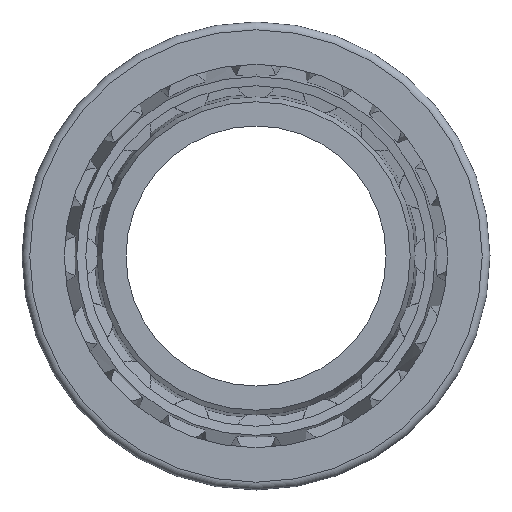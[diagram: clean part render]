
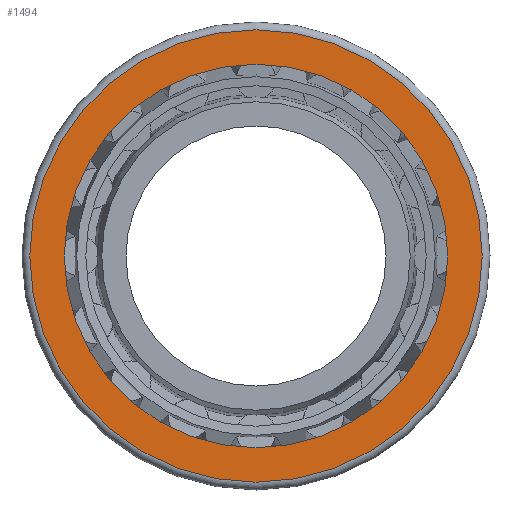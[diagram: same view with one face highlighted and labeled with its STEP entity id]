
A CAD part, left-side view. The second image highlights one B-rep face of the part: STEP entity #1494.
In plain terms, the highlighted planar face has unit normal (-1, 0, 0).
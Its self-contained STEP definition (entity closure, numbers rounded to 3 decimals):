
#172=PLANE('',#1658);
#258=ORIENTED_EDGE('',*,*,#672,.T.);
#259=ORIENTED_EDGE('',*,*,#673,.F.);
#672=EDGE_CURVE('',#884,#884,#1032,.T.);
#673=EDGE_CURVE('',#885,#885,#1033,.T.);
#884=VERTEX_POINT('',#2474);
#885=VERTEX_POINT('',#2476);
#1032=CIRCLE('',#1659,36.869);
#1033=CIRCLE('',#1660,43.5);
#1126=EDGE_LOOP('',(#258));
#1127=EDGE_LOOP('',(#259));
#1294=FACE_BOUND('',#1126,.T.);
#1295=FACE_BOUND('',#1127,.T.);
#1494=ADVANCED_FACE('',(#1294,#1295),#172,.T.);
#1658=AXIS2_PLACEMENT_3D('',#2472,#1948,#1949);
#1659=AXIS2_PLACEMENT_3D('',#2473,#1950,#1951);
#1660=AXIS2_PLACEMENT_3D('',#2475,#1952,#1953);
#1948=DIRECTION('',(-1.,0.,0.));
#1949=DIRECTION('',(0.,0.,1.));
#1950=DIRECTION('',(1.,0.,0.));
#1951=DIRECTION('',(0.,0.,-1.));
#1952=DIRECTION('',(1.,0.,0.));
#1953=DIRECTION('',(0.,0.,-1.));
#2472=CARTESIAN_POINT('',(0.,43.5,0.));
#2473=CARTESIAN_POINT('',(0.,0.,0.));
#2474=CARTESIAN_POINT('',(0.,0.,-36.869));
#2475=CARTESIAN_POINT('',(0.,0.,0.));
#2476=CARTESIAN_POINT('',(0.,0.,-43.5));
